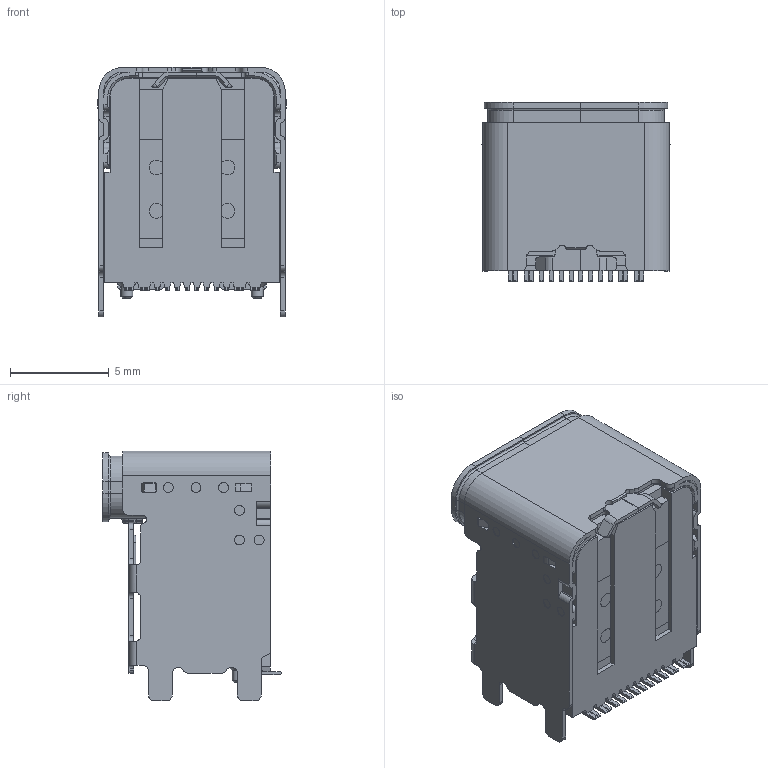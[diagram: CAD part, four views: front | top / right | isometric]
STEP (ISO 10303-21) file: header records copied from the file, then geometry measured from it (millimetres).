
FILE_DESCRIPTION((''),'2;1');
FILE_NAME('9_50_ASM','2021-12-17T',('Administrator'),(''),'CREO PARAMETRIC BY PTC INC, 2018070','CREO PARAMETRIC BY PTC INC, 2018070','');
FILE_SCHEMA(('CONFIG_CONTROL_DESIGN'));
Products named in the file (1): 9_50_ASM
Bounding box: 9.54 x 9.05 x 12.65 mm (x, y, z)
Volume: 299.8 mm3; surface area: 1526.4 mm2
Topology: 1 solids, 4 shells, 1603 faces, 4601 edges, 2983 vertices
Faces by surface type: plane 1047, cylinder 458, cone 50, torus 48
Entity records: 63989 total; most frequent: CARTESIAN_POINT 9974, ORIENTED_EDGE 9186, DIRECTION 8616, EDGE_CURVE 4593, VECTOR 3462, LINE 3462, VERTEX_POINT 2983, AXIS2_PLACEMENT_3D 2577
